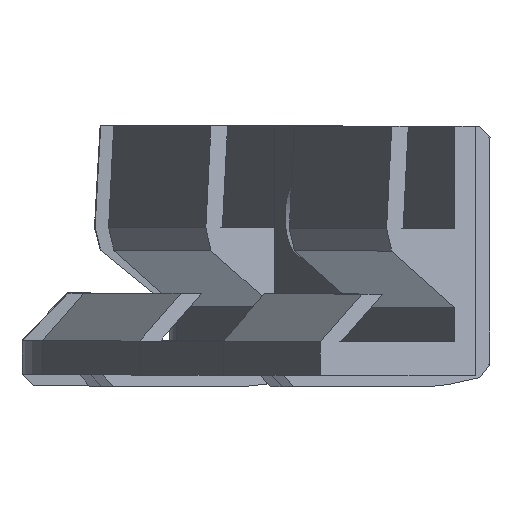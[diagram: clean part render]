
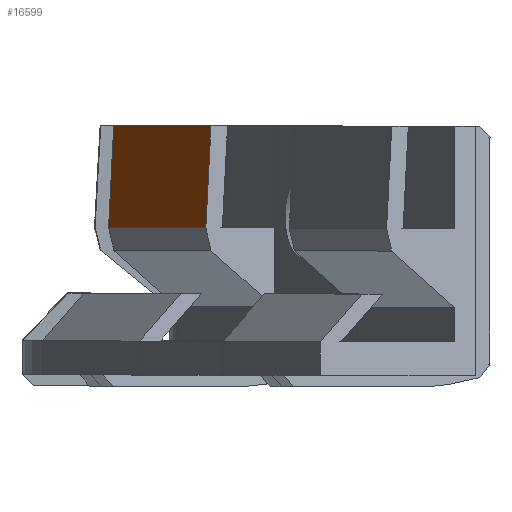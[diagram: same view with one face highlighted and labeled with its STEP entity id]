
A CAD part, left-side view. The second image highlights one B-rep face of the part: STEP entity #16599.
In plain terms, the highlighted face is planar.
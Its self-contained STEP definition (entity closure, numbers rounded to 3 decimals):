
#14704 = PLANE('',#14705);
#14705 = AXIS2_PLACEMENT_3D('',#14706,#14707,#14708);
#14706 = CARTESIAN_POINT('',(-10.5,5.766,9.503));
#14707 = DIRECTION('',(-1.,0.,0.));
#14708 = DIRECTION('',(0.,0.,1.));
#15138 = PLANE('',#15139);
#15139 = AXIS2_PLACEMENT_3D('',#15140,#15141,#15142);
#15140 = CARTESIAN_POINT('',(10.5,5.766,9.503));
#15141 = DIRECTION('',(-1.,0.,0.));
#15142 = DIRECTION('',(0.,0.,1.));
#15398 = VERTEX_POINT('',#15399);
#15399 = CARTESIAN_POINT('',(-10.5,8.1,22.));
#15413 = PLANE('',#15414);
#15414 = AXIS2_PLACEMENT_3D('',#15415,#15416,#15417);
#15415 = CARTESIAN_POINT('',(0.,6.5,22.));
#15416 = DIRECTION('',(0.,0.,-1.));
#15417 = DIRECTION('',(0.,1.,0.));
#15425 = EDGE_CURVE('',#15398,#15426,#15428,.T.);
#15426 = VERTEX_POINT('',#15427);
#15427 = CARTESIAN_POINT('',(-10.5,8.6,13.));
#15428 = SURFACE_CURVE('',#15429,(#15433,#15440),.PCURVE_S1.);
#15429 = LINE('',#15430,#15431);
#15430 = CARTESIAN_POINT('',(-10.5,8.1,22.));
#15431 = VECTOR('',#15432,1.);
#15432 = DIRECTION('',(0.,0.055,-0.998));
#15433 = PCURVE('',#14704,#15434);
#15434 = DEFINITIONAL_REPRESENTATION('',(#15435),#15439);
#15435 = LINE('',#15436,#15437);
#15436 = CARTESIAN_POINT('',(12.497,2.334));
#15437 = VECTOR('',#15438,1.);
#15438 = DIRECTION('',(-0.998,0.055));
#15439 = ( GEOMETRIC_REPRESENTATION_CONTEXT(2) 
PARAMETRIC_REPRESENTATION_CONTEXT() REPRESENTATION_CONTEXT('2D SPACE',''
  ) );
#15440 = PCURVE('',#15441,#15446);
#15441 = PLANE('',#15442);
#15442 = AXIS2_PLACEMENT_3D('',#15443,#15444,#15445);
#15443 = CARTESIAN_POINT('',(0.,8.1,22.));
#15444 = DIRECTION('',(-0.,-0.998,-0.055));
#15445 = DIRECTION('',(0.,0.055,-0.998));
#15446 = DEFINITIONAL_REPRESENTATION('',(#15447),#15451);
#15447 = LINE('',#15448,#15449);
#15448 = CARTESIAN_POINT('',(0.,-10.5));
#15449 = VECTOR('',#15450,1.);
#15450 = DIRECTION('',(1.,0.));
#15451 = ( GEOMETRIC_REPRESENTATION_CONTEXT(2) 
PARAMETRIC_REPRESENTATION_CONTEXT() REPRESENTATION_CONTEXT('2D SPACE',''
  ) );
#15469 = PLANE('',#15470);
#15470 = AXIS2_PLACEMENT_3D('',#15471,#15472,#15473);
#15471 = CARTESIAN_POINT('',(0.,8.6,13.));
#15472 = DIRECTION('',(0.,-0.97,0.243));
#15473 = DIRECTION('',(-0.,-0.243,-0.97));
#16244 = VERTEX_POINT('',#16245);
#16245 = CARTESIAN_POINT('',(10.5,8.1,22.));
#16266 = EDGE_CURVE('',#16244,#16267,#16269,.T.);
#16267 = VERTEX_POINT('',#16268);
#16268 = CARTESIAN_POINT('',(10.5,8.6,13.));
#16269 = SURFACE_CURVE('',#16270,(#16274,#16281),.PCURVE_S1.);
#16270 = LINE('',#16271,#16272);
#16271 = CARTESIAN_POINT('',(10.5,8.1,22.));
#16272 = VECTOR('',#16273,1.);
#16273 = DIRECTION('',(0.,0.055,-0.998));
#16274 = PCURVE('',#15138,#16275);
#16275 = DEFINITIONAL_REPRESENTATION('',(#16276),#16280);
#16276 = LINE('',#16277,#16278);
#16277 = CARTESIAN_POINT('',(12.497,2.334));
#16278 = VECTOR('',#16279,1.);
#16279 = DIRECTION('',(-0.998,0.055));
#16280 = ( GEOMETRIC_REPRESENTATION_CONTEXT(2) 
PARAMETRIC_REPRESENTATION_CONTEXT() REPRESENTATION_CONTEXT('2D SPACE',''
  ) );
#16281 = PCURVE('',#15441,#16282);
#16282 = DEFINITIONAL_REPRESENTATION('',(#16283),#16287);
#16283 = LINE('',#16284,#16285);
#16284 = CARTESIAN_POINT('',(0.,10.5));
#16285 = VECTOR('',#16286,1.);
#16286 = DIRECTION('',(1.,0.));
#16287 = ( GEOMETRIC_REPRESENTATION_CONTEXT(2) 
PARAMETRIC_REPRESENTATION_CONTEXT() REPRESENTATION_CONTEXT('2D SPACE',''
  ) );
#16577 = EDGE_CURVE('',#16244,#15398,#16578,.T.);
#16578 = SURFACE_CURVE('',#16579,(#16583,#16590),.PCURVE_S1.);
#16579 = LINE('',#16580,#16581);
#16580 = CARTESIAN_POINT('',(10.5,8.1,22.));
#16581 = VECTOR('',#16582,1.);
#16582 = DIRECTION('',(-1.,0.,0.));
#16583 = PCURVE('',#15413,#16584);
#16584 = DEFINITIONAL_REPRESENTATION('',(#16585),#16589);
#16585 = LINE('',#16586,#16587);
#16586 = CARTESIAN_POINT('',(1.6,10.5));
#16587 = VECTOR('',#16588,1.);
#16588 = DIRECTION('',(0.,-1.));
#16589 = ( GEOMETRIC_REPRESENTATION_CONTEXT(2) 
PARAMETRIC_REPRESENTATION_CONTEXT() REPRESENTATION_CONTEXT('2D SPACE',''
  ) );
#16590 = PCURVE('',#15441,#16591);
#16591 = DEFINITIONAL_REPRESENTATION('',(#16592),#16596);
#16592 = LINE('',#16593,#16594);
#16593 = CARTESIAN_POINT('',(0.,10.5));
#16594 = VECTOR('',#16595,1.);
#16595 = DIRECTION('',(0.,-1.));
#16596 = ( GEOMETRIC_REPRESENTATION_CONTEXT(2) 
PARAMETRIC_REPRESENTATION_CONTEXT() REPRESENTATION_CONTEXT('2D SPACE',''
  ) );
#16599 = ADVANCED_FACE('',(#16600),#15441,.F.);
#16600 = FACE_BOUND('',#16601,.F.);
#16601 = EDGE_LOOP('',(#16602,#16603,#16624,#16625));
#16602 = ORIENTED_EDGE('',*,*,#15425,.T.);
#16603 = ORIENTED_EDGE('',*,*,#16604,.F.);
#16604 = EDGE_CURVE('',#16267,#15426,#16605,.T.);
#16605 = SURFACE_CURVE('',#16606,(#16610,#16617),.PCURVE_S1.);
#16606 = LINE('',#16607,#16608);
#16607 = CARTESIAN_POINT('',(10.5,8.6,13.));
#16608 = VECTOR('',#16609,1.);
#16609 = DIRECTION('',(-1.,0.,0.));
#16610 = PCURVE('',#15441,#16611);
#16611 = DEFINITIONAL_REPRESENTATION('',(#16612),#16616);
#16612 = LINE('',#16613,#16614);
#16613 = CARTESIAN_POINT('',(9.014,10.5));
#16614 = VECTOR('',#16615,1.);
#16615 = DIRECTION('',(0.,-1.));
#16616 = ( GEOMETRIC_REPRESENTATION_CONTEXT(2) 
PARAMETRIC_REPRESENTATION_CONTEXT() REPRESENTATION_CONTEXT('2D SPACE',''
  ) );
#16617 = PCURVE('',#15469,#16618);
#16618 = DEFINITIONAL_REPRESENTATION('',(#16619),#16623);
#16619 = LINE('',#16620,#16621);
#16620 = CARTESIAN_POINT('',(-0.,10.5));
#16621 = VECTOR('',#16622,1.);
#16622 = DIRECTION('',(0.,-1.));
#16623 = ( GEOMETRIC_REPRESENTATION_CONTEXT(2) 
PARAMETRIC_REPRESENTATION_CONTEXT() REPRESENTATION_CONTEXT('2D SPACE',''
  ) );
#16624 = ORIENTED_EDGE('',*,*,#16266,.F.);
#16625 = ORIENTED_EDGE('',*,*,#16577,.T.);
